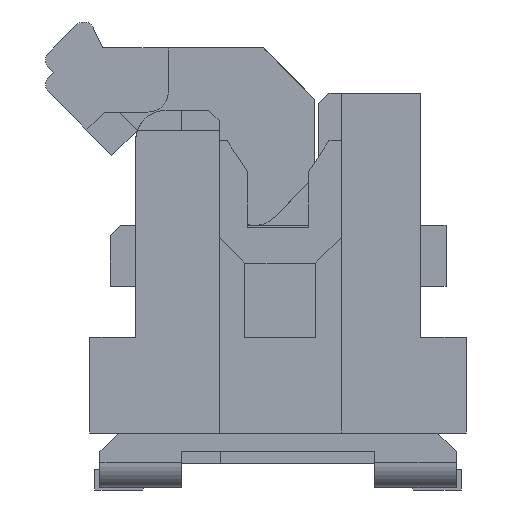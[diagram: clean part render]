
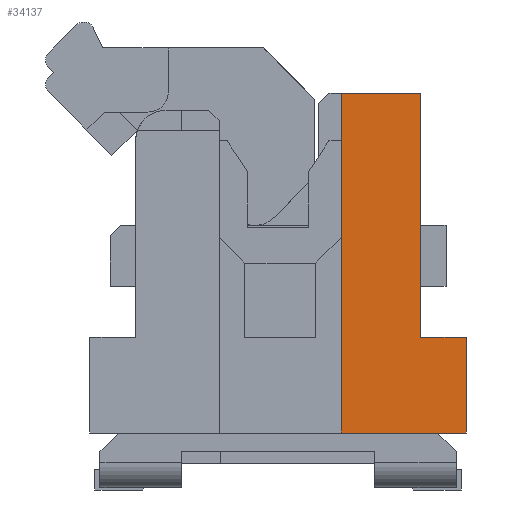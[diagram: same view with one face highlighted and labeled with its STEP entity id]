
A CAD part, left-side view. The second image highlights one B-rep face of the part: STEP entity #34137.
In plain terms, the highlighted planar face has unit normal (-1, 0, 0).
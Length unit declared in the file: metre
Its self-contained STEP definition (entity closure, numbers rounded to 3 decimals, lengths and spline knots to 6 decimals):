
#1484=FACE_OUTER_BOUND('',#3064,.T.);
#3064=EDGE_LOOP('',(#22633,#22634,#22635,#22636,#22637,#22638));
#4781=LINE('',#46143,#9520);
#4782=LINE('',#46145,#9521);
#4783=LINE('',#46147,#9522);
#4784=LINE('',#46149,#9523);
#4785=LINE('',#46151,#9524);
#4786=LINE('',#46152,#9525);
#9520=VECTOR('',#37631,1.);
#9521=VECTOR('',#37632,1.);
#9522=VECTOR('',#37633,1.);
#9523=VECTOR('',#37634,1.);
#9524=VECTOR('',#37635,1.);
#9525=VECTOR('',#37636,1.);
#14258=VERTEX_POINT('',#46141);
#14259=VERTEX_POINT('',#46142);
#14260=VERTEX_POINT('',#46144);
#14261=VERTEX_POINT('',#46146);
#14262=VERTEX_POINT('',#46148);
#14263=VERTEX_POINT('',#46150);
#17591=EDGE_CURVE('',#14258,#14259,#4781,.T.);
#17592=EDGE_CURVE('',#14258,#14260,#4782,.T.);
#17593=EDGE_CURVE('',#14260,#14261,#4783,.T.);
#17594=EDGE_CURVE('',#14262,#14261,#4784,.T.);
#17595=EDGE_CURVE('',#14263,#14262,#4785,.T.);
#17596=EDGE_CURVE('',#14263,#14259,#4786,.T.);
#22633=ORIENTED_EDGE('',*,*,#17591,.F.);
#22634=ORIENTED_EDGE('',*,*,#17592,.T.);
#22635=ORIENTED_EDGE('',*,*,#17593,.T.);
#22636=ORIENTED_EDGE('',*,*,#17594,.F.);
#22637=ORIENTED_EDGE('',*,*,#17595,.F.);
#22638=ORIENTED_EDGE('',*,*,#17596,.T.);
#32706=PLANE('',#35731);
#34137=ADVANCED_FACE('',(#1484),#32706,.F.);
#35731=AXIS2_PLACEMENT_3D('',#46140,#37629,#37630);
#37629=DIRECTION('center_axis',(1.,0.,0.));
#37630=DIRECTION('ref_axis',(0.,0.,1.));
#37631=DIRECTION('',(0.,1.,0.));
#37632=DIRECTION('',(0.,0.,1.));
#37633=DIRECTION('',(0.,1.,0.));
#37634=DIRECTION('',(0.,0.,-1.));
#37635=DIRECTION('',(0.,-1.,0.));
#37636=DIRECTION('',(0.,0.,-1.));
#46140=CARTESIAN_POINT('Origin',(-0.0139,0.,0.00056));
#46141=CARTESIAN_POINT('',(-0.0139,-0.00185,0.00056));
#46142=CARTESIAN_POINT('',(-0.0139,-0.00062,0.00056));
#46143=CARTESIAN_POINT('',(-0.0139,-0.00185,0.00056));
#46144=CARTESIAN_POINT('',(-0.0139,-0.00185,0.0015));
#46145=CARTESIAN_POINT('',(-0.0139,-0.00185,0.00056));
#46146=CARTESIAN_POINT('',(-0.0139,-0.0014,0.0015));
#46147=CARTESIAN_POINT('',(-0.0139,-0.00185,0.0015));
#46148=CARTESIAN_POINT('',(-0.0139,-0.0014,0.0039));
#46149=CARTESIAN_POINT('',(-0.0139,-0.0014,0.0039));
#46150=CARTESIAN_POINT('',(-0.0139,-0.00062,0.0039));
#46151=CARTESIAN_POINT('',(-0.0139,-0.00062,0.0039));
#46152=CARTESIAN_POINT('',(-0.0139,-0.00062,0.0039));
